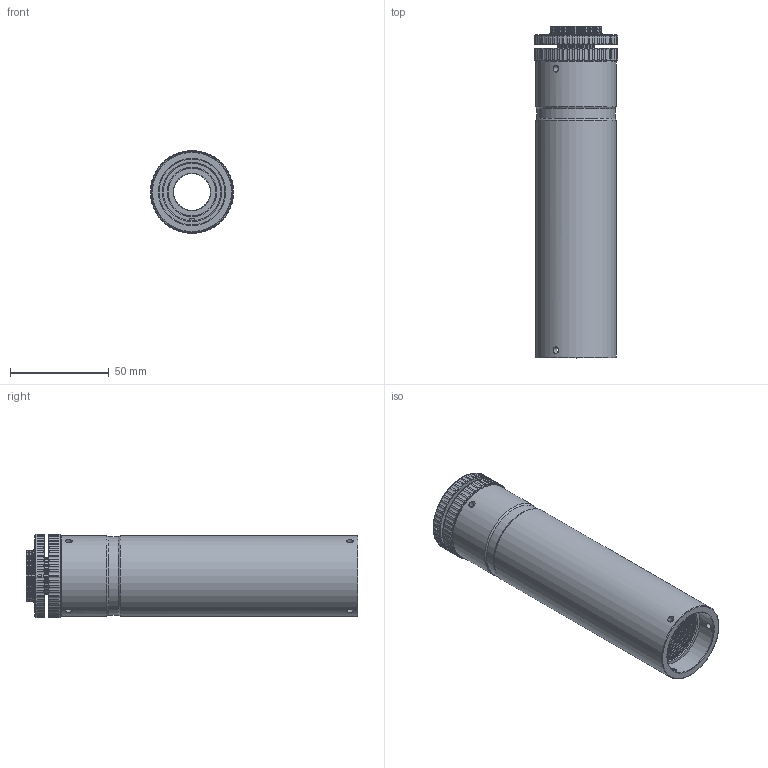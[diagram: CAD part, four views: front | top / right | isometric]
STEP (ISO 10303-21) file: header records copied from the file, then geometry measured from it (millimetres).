
FILE_DESCRIPTION (( 'STEP AP203' ), '1' );
FILE_NAME ('63020.STEP', '2018-03-23T04:30:45', ( 'admin' ), ( '' ), 'SwSTEP 2.0', 'SolidWorks 2015', '' );
FILE_SCHEMA (( 'CONFIG_CONTROL_DESIGN' ));
Length unit declared in the file: millimetre
Products named in the file (1): 63020
Bounding box: 42 x 167.68 x 41.96 mm (x, y, z)
Surface area: 29682.9 mm2 (no closed solid volume)
Topology: 0 solids, 38 shells, 331 faces, 890 edges, 589 vertices
Faces by surface type: cylinder 226, cone 65, plane 33, torus 7
Full cylindrical faces by diameter (mm): 2 x2, 2.5 x1, 3.3 x6, 24.4 x1, 25.4 x5, 27 x1, 29 x1, 29.388 x1, 31.3 x1, 33.3 x1, 39.6 x1, 40.6 x2
Entity records: 13708 total; most frequent: CARTESIAN_POINT 5858, DIRECTION 1586, ORIENTED_EDGE 1494, EDGE_CURVE 788, AXIS2_PLACEMENT_3D 690, VERTEX_POINT 582, EDGE_LOOP 468, FACE_OUTER_BOUND 361
